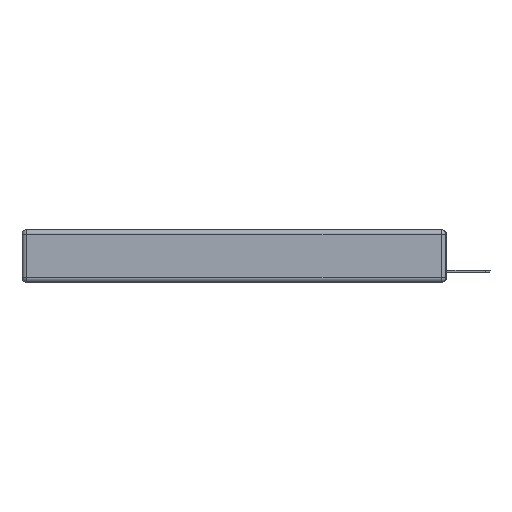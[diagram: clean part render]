
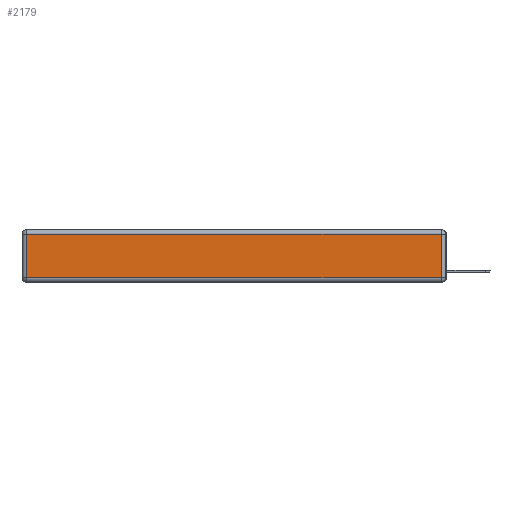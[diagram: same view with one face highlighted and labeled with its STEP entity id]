
A CAD part, left-side view. The second image highlights one B-rep face of the part: STEP entity #2179.
In plain terms, the highlighted planar face has unit normal (-1, 0, 0).
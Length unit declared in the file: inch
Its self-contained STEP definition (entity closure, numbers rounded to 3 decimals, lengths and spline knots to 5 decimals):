
#93 = EDGE_CURVE ( 'NONE', #10692, #10108, #7680, .T. ) ;
#379 = EDGE_CURVE ( 'NONE', #9318, #10692, #425, .T. ) ;
#425 = LINE ( 'NONE', #4490, #5813 ) ;
#1023 = EDGE_LOOP ( 'NONE', ( #17396, #7941, #17086, #8528 ) ) ;
#2179 = ADVANCED_FACE ( 'NONE', ( #16670 ), #4561, .T. ) ;
#3240 = DIRECTION ( 'NONE',  ( 0., 0., 1. ) ) ;
#3839 = CARTESIAN_POINT ( 'NONE',  ( 0., 2.72, -0.03 ) ) ;
#3982 = VECTOR ( 'NONE', #11488, 39.37008 ) ;
#4490 = CARTESIAN_POINT ( 'NONE',  ( 0., 0., -0.313 ) ) ;
#4561 = PLANE ( 'NONE',  #11389 ) ;
#4574 = DIRECTION ( 'NONE',  ( 0., -1., 0. ) ) ;
#4722 = LINE ( 'NONE', #16747, #5449 ) ;
#5279 = DIRECTION ( 'NONE',  ( 0., 1., 0. ) ) ;
#5449 = VECTOR ( 'NONE', #6050, 39.37008 ) ;
#5813 = VECTOR ( 'NONE', #4574, 39.37008 ) ;
#6050 = DIRECTION ( 'NONE',  ( 0., 0., -1. ) ) ;
#6352 = CARTESIAN_POINT ( 'NONE',  ( 0., 0.03, -0.343 ) ) ;
#7013 = VERTEX_POINT ( 'NONE', #3839 ) ;
#7680 = LINE ( 'NONE', #6352, #3982 ) ;
#7941 = ORIENTED_EDGE ( 'NONE', *, *, #93, .T. ) ;
#8282 = CARTESIAN_POINT ( 'NONE',  ( 0., 0., -0.343 ) ) ;
#8528 = ORIENTED_EDGE ( 'NONE', *, *, #9736, .T. ) ;
#9318 = VERTEX_POINT ( 'NONE', #16788 ) ;
#9699 = VECTOR ( 'NONE', #5279, 39.37008 ) ;
#9736 = EDGE_CURVE ( 'NONE', #7013, #9318, #4722, .T. ) ;
#10108 = VERTEX_POINT ( 'NONE', #12311 ) ;
#10692 = VERTEX_POINT ( 'NONE', #16790 ) ;
#11389 = AXIS2_PLACEMENT_3D ( 'NONE', #8282, #13750, #3240 ) ;
#11488 = DIRECTION ( 'NONE',  ( 0., 0., 1. ) ) ;
#12079 = LINE ( 'NONE', #14995, #9699 ) ;
#12311 = CARTESIAN_POINT ( 'NONE',  ( 0., 0.03, -0.03 ) ) ;
#13750 = DIRECTION ( 'NONE',  ( -1., 0., 0. ) ) ;
#14384 = EDGE_CURVE ( 'NONE', #10108, #7013, #12079, .T. ) ;
#14995 = CARTESIAN_POINT ( 'NONE',  ( 0., 2.75, -0.03 ) ) ;
#16670 = FACE_OUTER_BOUND ( 'NONE', #1023, .T. ) ;
#16747 = CARTESIAN_POINT ( 'NONE',  ( 0., 2.72, -0.343 ) ) ;
#16788 = CARTESIAN_POINT ( 'NONE',  ( 0., 2.72, -0.313 ) ) ;
#16790 = CARTESIAN_POINT ( 'NONE',  ( 0., 0.03, -0.313 ) ) ;
#17086 = ORIENTED_EDGE ( 'NONE', *, *, #14384, .T. ) ;
#17396 = ORIENTED_EDGE ( 'NONE', *, *, #379, .T. ) ;
